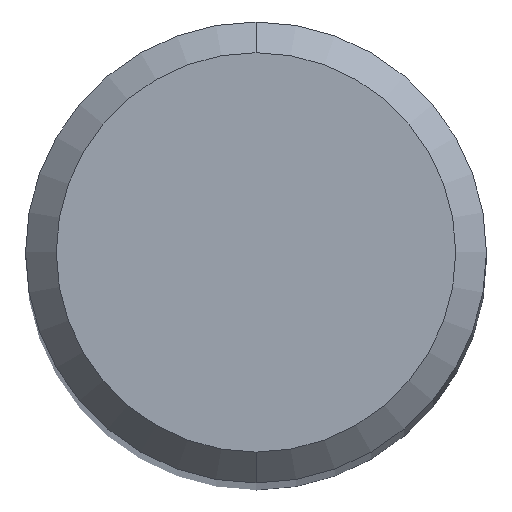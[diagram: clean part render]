
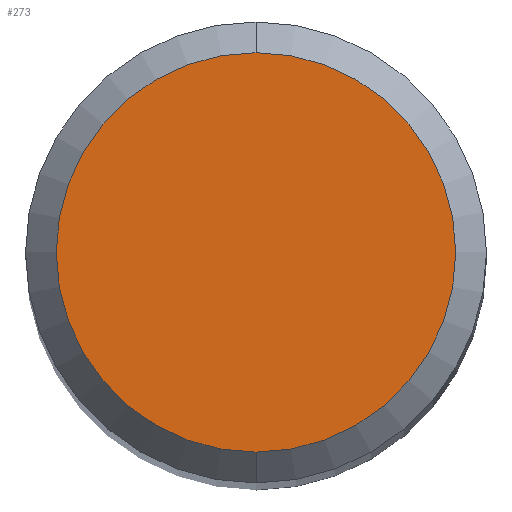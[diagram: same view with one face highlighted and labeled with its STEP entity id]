
A CAD part, top view. The second image highlights one B-rep face of the part: STEP entity #273.
In plain terms, the highlighted planar face has unit normal (0, 0, 1).
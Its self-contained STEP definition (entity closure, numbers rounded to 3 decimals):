
#257=VERTEX_POINT('',#625);
#273=ADVANCED_FACE('',(#641),#642,.T.);
#335=VERTEX_POINT('',#711);
#497=EDGE_CURVE('',#257,#335,#888,.T.);
#529=EDGE_CURVE('',#335,#257,#926,.T.);
#625=CARTESIAN_POINT('',(0.0,2.6,0.0));
#641=FACE_OUTER_BOUND('',#1062,.T.);
#642=PLANE('',#1063);
#711=CARTESIAN_POINT('',(0.,-2.6,0.0));
#888=CIRCLE('',#1556,2.6);
#926=CIRCLE('',#1639,2.6);
#1062=EDGE_LOOP('',(#1768,#1769));
#1063=AXIS2_PLACEMENT_3D('',#1770,#1771,#1772);
#1556=AXIS2_PLACEMENT_3D('',#2033,#2034,#2035);
#1639=AXIS2_PLACEMENT_3D('',#2082,#2083,#2084);
#1768=ORIENTED_EDGE('',*,*,#497,.F.);
#1769=ORIENTED_EDGE('',*,*,#529,.F.);
#1770=CARTESIAN_POINT('',(0.0,1.3,0.0));
#1771=DIRECTION('',(-0.0,0.0,1.0));
#1772=DIRECTION('',(0.0,-1.0,0.0));
#2033=CARTESIAN_POINT('',(0.0,0.0,0.0));
#2034=DIRECTION('',(0.0,0.0,-1.0));
#2035=DIRECTION('',(0.0,1.0,0.0));
#2082=CARTESIAN_POINT('',(0.0,0.0,0.0));
#2083=DIRECTION('',(0.0,0.0,-1.0));
#2084=DIRECTION('',(0.0,1.0,0.0));
